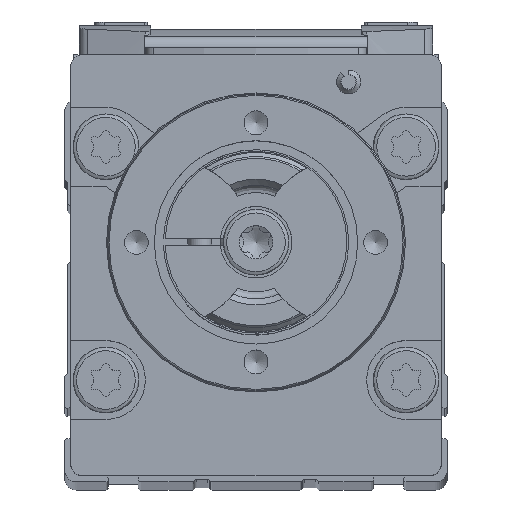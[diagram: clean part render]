
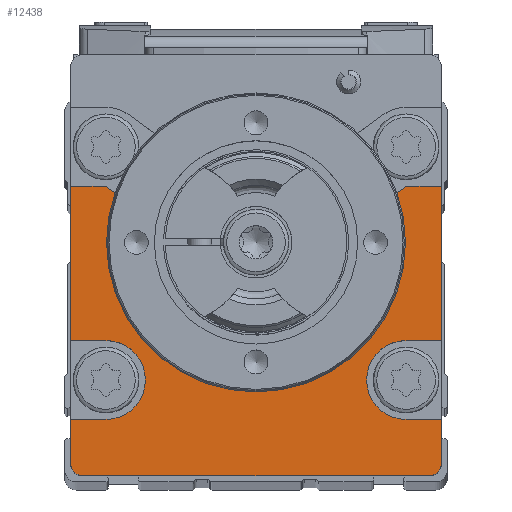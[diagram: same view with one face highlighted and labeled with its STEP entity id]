
A CAD part, top view. The second image highlights one B-rep face of the part: STEP entity #12438.
In plain terms, the highlighted planar face has unit normal (0, 0, 1).
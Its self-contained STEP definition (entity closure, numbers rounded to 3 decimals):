
#519=CIRCLE('',#14586,11.55);
#520=CIRCLE('',#14587,0.3);
#521=CIRCLE('',#14588,3.3);
#522=CIRCLE('',#14589,1.);
#523=CIRCLE('',#14590,1.);
#524=CIRCLE('',#14591,3.3);
#525=CIRCLE('',#14592,0.3);
#1200=ORIENTED_EDGE('',*,*,#4882,.T.);
#1201=ORIENTED_EDGE('',*,*,#4883,.F.);
#1202=ORIENTED_EDGE('',*,*,#4884,.T.);
#1203=ORIENTED_EDGE('',*,*,#4885,.F.);
#1204=ORIENTED_EDGE('',*,*,#4886,.T.);
#1205=ORIENTED_EDGE('',*,*,#4887,.F.);
#1206=ORIENTED_EDGE('',*,*,#4888,.F.);
#1207=ORIENTED_EDGE('',*,*,#4889,.F.);
#1208=ORIENTED_EDGE('',*,*,#4890,.T.);
#1209=ORIENTED_EDGE('',*,*,#4891,.T.);
#1210=ORIENTED_EDGE('',*,*,#4892,.T.);
#1211=ORIENTED_EDGE('',*,*,#4893,.T.);
#1212=ORIENTED_EDGE('',*,*,#4894,.T.);
#1213=ORIENTED_EDGE('',*,*,#4895,.F.);
#1214=ORIENTED_EDGE('',*,*,#4896,.F.);
#1215=ORIENTED_EDGE('',*,*,#4897,.F.);
#1216=ORIENTED_EDGE('',*,*,#4898,.T.);
#1217=ORIENTED_EDGE('',*,*,#4899,.F.);
#1218=ORIENTED_EDGE('',*,*,#4900,.T.);
#1219=ORIENTED_EDGE('',*,*,#4901,.F.);
#4882=EDGE_CURVE('',#6722,#6723,#519,.T.);
#4883=EDGE_CURVE('',#6724,#6723,#7981,.T.);
#4884=EDGE_CURVE('',#6724,#6725,#520,.T.);
#4885=EDGE_CURVE('',#6726,#6725,#7982,.T.);
#4886=EDGE_CURVE('',#6726,#6727,#7983,.T.);
#4887=EDGE_CURVE('',#6728,#6727,#7984,.T.);
#4888=EDGE_CURVE('',#6729,#6728,#521,.T.);
#4889=EDGE_CURVE('',#6730,#6729,#7985,.T.);
#4890=EDGE_CURVE('',#6730,#6731,#7986,.T.);
#4891=EDGE_CURVE('',#6731,#6732,#522,.T.);
#4892=EDGE_CURVE('',#6732,#6733,#7987,.T.);
#4893=EDGE_CURVE('',#6733,#6734,#523,.T.);
#4894=EDGE_CURVE('',#6734,#6735,#7988,.T.);
#4895=EDGE_CURVE('',#6736,#6735,#7989,.T.);
#4896=EDGE_CURVE('',#6737,#6736,#524,.T.);
#4897=EDGE_CURVE('',#6738,#6737,#7990,.T.);
#4898=EDGE_CURVE('',#6738,#6739,#7991,.T.);
#4899=EDGE_CURVE('',#6740,#6739,#7992,.T.);
#4900=EDGE_CURVE('',#6740,#6741,#525,.T.);
#4901=EDGE_CURVE('',#6722,#6741,#7993,.T.);
#6722=VERTEX_POINT('',#19998);
#6723=VERTEX_POINT('',#19999);
#6724=VERTEX_POINT('',#20001);
#6725=VERTEX_POINT('',#20003);
#6726=VERTEX_POINT('',#20005);
#6727=VERTEX_POINT('',#20007);
#6728=VERTEX_POINT('',#20009);
#6729=VERTEX_POINT('',#20011);
#6730=VERTEX_POINT('',#20013);
#6731=VERTEX_POINT('',#20015);
#6732=VERTEX_POINT('',#20017);
#6733=VERTEX_POINT('',#20019);
#6734=VERTEX_POINT('',#20021);
#6735=VERTEX_POINT('',#20023);
#6736=VERTEX_POINT('',#20025);
#6737=VERTEX_POINT('',#20027);
#6738=VERTEX_POINT('',#20029);
#6739=VERTEX_POINT('',#20031);
#6740=VERTEX_POINT('',#20033);
#6741=VERTEX_POINT('',#20035);
#7981=LINE('',#20000,#9089);
#7982=LINE('',#20004,#9090);
#7983=LINE('',#20006,#9091);
#7984=LINE('',#20008,#9092);
#7985=LINE('',#20012,#9093);
#7986=LINE('',#20014,#9094);
#7987=LINE('',#20018,#9095);
#7988=LINE('',#20022,#9096);
#7989=LINE('',#20024,#9097);
#7990=LINE('',#20028,#9098);
#7991=LINE('',#20030,#9099);
#7992=LINE('',#20032,#9100);
#7993=LINE('',#20036,#9101);
#9089=VECTOR('',#16039,1000.);
#9090=VECTOR('',#16042,1000.);
#9091=VECTOR('',#16043,1000.);
#9092=VECTOR('',#16044,1000.);
#9093=VECTOR('',#16047,1000.);
#9094=VECTOR('',#16048,1000.);
#9095=VECTOR('',#16051,1000.);
#9096=VECTOR('',#16054,1000.);
#9097=VECTOR('',#16055,1000.);
#9098=VECTOR('',#16058,1000.);
#9099=VECTOR('',#16059,1000.);
#9100=VECTOR('',#16060,1000.);
#9101=VECTOR('',#16063,1000.);
#10182=EDGE_LOOP('',(#1200,#1201,#1202,#1203,#1204,#1205,#1206,#1207,#1208,
#1209,#1210,#1211,#1212,#1213,#1214,#1215,#1216,#1217,#1218,#1219));
#11119=FACE_BOUND('',#10182,.T.);
#12062=PLANE('',#14585);
#12438=ADVANCED_FACE('',(#11119),#12062,.T.);
#14585=AXIS2_PLACEMENT_3D('',#19996,#16035,#16036);
#14586=AXIS2_PLACEMENT_3D('',#19997,#16037,#16038);
#14587=AXIS2_PLACEMENT_3D('',#20002,#16040,#16041);
#14588=AXIS2_PLACEMENT_3D('',#20010,#16045,#16046);
#14589=AXIS2_PLACEMENT_3D('',#20016,#16049,#16050);
#14590=AXIS2_PLACEMENT_3D('',#20020,#16052,#16053);
#14591=AXIS2_PLACEMENT_3D('',#20026,#16056,#16057);
#14592=AXIS2_PLACEMENT_3D('',#20034,#16061,#16062);
#16035=DIRECTION('',(0.,0.,1.));
#16036=DIRECTION('',(1.,0.,0.));
#16037=DIRECTION('',(0.,0.,-1.));
#16038=DIRECTION('',(-1.,0.,0.));
#16039=DIRECTION('',(0.819,-0.574,0.));
#16040=DIRECTION('',(0.,0.,1.));
#16041=DIRECTION('',(1.,0.,0.));
#16042=DIRECTION('',(1.,0.,0.));
#16043=DIRECTION('',(0.,-1.,0.));
#16044=DIRECTION('',(-1.,0.,0.));
#16045=DIRECTION('',(0.,0.,1.));
#16046=DIRECTION('',(1.,0.,0.));
#16047=DIRECTION('',(1.,0.,0.));
#16048=DIRECTION('',(0.,-1.,0.));
#16049=DIRECTION('',(0.,0.,1.));
#16050=DIRECTION('',(1.,0.,0.));
#16051=DIRECTION('',(1.,0.,0.));
#16052=DIRECTION('',(0.,0.,1.));
#16053=DIRECTION('',(1.,0.,0.));
#16054=DIRECTION('',(0.,1.,0.));
#16055=DIRECTION('',(1.,0.,0.));
#16056=DIRECTION('',(0.,0.,1.));
#16057=DIRECTION('',(1.,0.,0.));
#16058=DIRECTION('',(-1.,0.,0.));
#16059=DIRECTION('',(0.,1.,0.));
#16060=DIRECTION('',(1.,0.,0.));
#16061=DIRECTION('',(0.,0.,1.));
#16062=DIRECTION('',(1.,0.,0.));
#16063=DIRECTION('',(0.819,0.574,0.));
#19996=CARTESIAN_POINT('',(-14.5,1.5,10.5));
#19997=CARTESIAN_POINT('',(0.,20.,10.5));
#19998=CARTESIAN_POINT('',(10.985,23.569,10.5));
#19999=CARTESIAN_POINT('',(-10.985,23.569,10.5));
#20000=CARTESIAN_POINT('',(-12.523,24.646,10.5));
#20001=CARTESIAN_POINT('',(-12.523,24.646,10.5));
#20002=CARTESIAN_POINT('',(-12.695,24.4,10.5));
#20003=CARTESIAN_POINT('',(-12.695,24.7,10.5));
#20004=CARTESIAN_POINT('',(-16.,24.7,10.5));
#20005=CARTESIAN_POINT('',(-15.5,24.7,10.5));
#20006=CARTESIAN_POINT('',(-15.5,34.7,10.5));
#20007=CARTESIAN_POINT('',(-15.5,11.8,10.5));
#20008=CARTESIAN_POINT('',(-12.55,11.8,10.5));
#20009=CARTESIAN_POINT('',(-12.55,11.8,10.5));
#20010=CARTESIAN_POINT('',(-12.55,8.5,10.5));
#20011=CARTESIAN_POINT('',(-12.55,5.2,10.5));
#20012=CARTESIAN_POINT('',(-17.55,5.2,10.5));
#20013=CARTESIAN_POINT('',(-15.5,5.2,10.5));
#20014=CARTESIAN_POINT('',(-15.5,34.7,10.5));
#20015=CARTESIAN_POINT('',(-15.5,1.5,10.5));
#20016=CARTESIAN_POINT('',(-14.5,1.5,10.5));
#20017=CARTESIAN_POINT('',(-14.5,0.5,10.5));
#20018=CARTESIAN_POINT('',(-14.5,0.5,10.5));
#20019=CARTESIAN_POINT('',(14.5,0.5,10.5));
#20020=CARTESIAN_POINT('',(14.5,1.5,10.5));
#20021=CARTESIAN_POINT('',(15.5,1.5,10.5));
#20022=CARTESIAN_POINT('',(15.5,1.5,10.5));
#20023=CARTESIAN_POINT('',(15.5,5.2,10.5));
#20024=CARTESIAN_POINT('',(12.55,5.2,10.5));
#20025=CARTESIAN_POINT('',(12.55,5.2,10.5));
#20026=CARTESIAN_POINT('',(12.55,8.5,10.5));
#20027=CARTESIAN_POINT('',(12.55,11.8,10.5));
#20028=CARTESIAN_POINT('',(16.,11.8,10.5));
#20029=CARTESIAN_POINT('',(15.5,11.8,10.5));
#20030=CARTESIAN_POINT('',(15.5,1.5,10.5));
#20031=CARTESIAN_POINT('',(15.5,24.7,10.5));
#20032=CARTESIAN_POINT('',(12.695,24.7,10.5));
#20033=CARTESIAN_POINT('',(12.695,24.7,10.5));
#20034=CARTESIAN_POINT('',(12.695,24.4,10.5));
#20035=CARTESIAN_POINT('',(12.523,24.646,10.5));
#20036=CARTESIAN_POINT('',(10.985,23.569,10.5));
